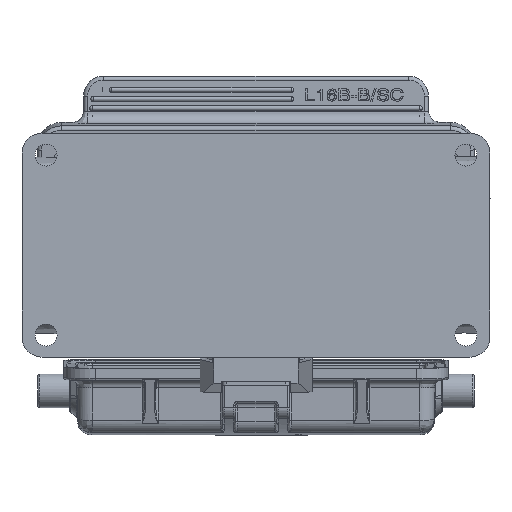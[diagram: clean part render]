
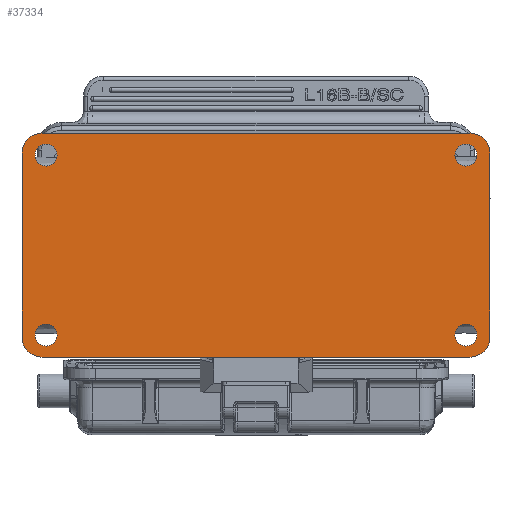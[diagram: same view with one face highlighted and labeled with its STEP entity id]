
A CAD part, front view. The second image highlights one B-rep face of the part: STEP entity #37334.
In plain terms, the highlighted planar face has unit normal (0, -1, 0).
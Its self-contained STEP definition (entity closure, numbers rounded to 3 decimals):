
#2361=DIRECTION('',(0.,0.,-1.));
#2362=VECTOR('',#2361,46.);
#2363=CARTESIAN_POINT('',(1.,0.,-5.));
#2364=LINE('',#2363,#2362);
#4322=DIRECTION('',(0.,0.,1.));
#4323=VECTOR('',#4322,46.);
#4324=CARTESIAN_POINT('',(118.,0.,-51.));
#4325=LINE('',#4324,#4323);
#4344=DIRECTION('',(-1.,0.,0.));
#4345=VECTOR('',#4344,107.);
#4346=CARTESIAN_POINT('',(113.,0.,0.));
#4347=LINE('',#4346,#4345);
#5323=CARTESIAN_POINT('',(113.,0.,-51.));
#5324=DIRECTION('',(0.,1.,0.));
#5325=DIRECTION('',(1.,0.,0.));
#5326=AXIS2_PLACEMENT_3D('',#5323,#5324,#5325);
#5328=DIRECTION('',(-1.,0.,0.));
#5329=VECTOR('',#5328,107.);
#5330=CARTESIAN_POINT('',(113.,0.,-56.));
#5331=LINE('',#5330,#5329);
#5332=CARTESIAN_POINT('',(6.,0.,-51.));
#5333=DIRECTION('',(0.,1.,0.));
#5334=DIRECTION('',(0.,0.,-1.));
#5335=AXIS2_PLACEMENT_3D('',#5332,#5333,#5334);
#5337=CARTESIAN_POINT('',(6.,0.,-5.));
#5338=DIRECTION('',(0.,1.,0.));
#5339=DIRECTION('',(-1.,0.,0.));
#5340=AXIS2_PLACEMENT_3D('',#5337,#5338,#5339);
#5342=CARTESIAN_POINT('',(113.,0.,-5.));
#5343=DIRECTION('',(0.,1.,0.));
#5344=DIRECTION('',(0.,0.,1.));
#5345=AXIS2_PLACEMENT_3D('',#5342,#5343,#5344);
#5347=CARTESIAN_POINT('',(7.,0.,-5.5));
#5348=DIRECTION('',(0.,-1.,0.));
#5349=DIRECTION('',(0.,0.,1.));
#5350=AXIS2_PLACEMENT_3D('',#5347,#5348,#5349);
#5352=CARTESIAN_POINT('',(7.,0.,-5.5));
#5353=DIRECTION('',(0.,-1.,0.));
#5354=DIRECTION('',(0.,0.,-1.));
#5355=AXIS2_PLACEMENT_3D('',#5352,#5353,#5354);
#5357=CARTESIAN_POINT('',(7.,0.,-50.5));
#5358=DIRECTION('',(0.,-1.,0.));
#5359=DIRECTION('',(0.,0.,1.));
#5360=AXIS2_PLACEMENT_3D('',#5357,#5358,#5359);
#5362=CARTESIAN_POINT('',(7.,0.,-50.5));
#5363=DIRECTION('',(0.,-1.,0.));
#5364=DIRECTION('',(0.,0.,-1.));
#5365=AXIS2_PLACEMENT_3D('',#5362,#5363,#5364);
#5367=CARTESIAN_POINT('',(112.,0.,-50.5));
#5368=DIRECTION('',(0.,-1.,0.));
#5369=DIRECTION('',(0.,0.,1.));
#5370=AXIS2_PLACEMENT_3D('',#5367,#5368,#5369);
#5372=CARTESIAN_POINT('',(112.,0.,-50.5));
#5373=DIRECTION('',(0.,-1.,0.));
#5374=DIRECTION('',(0.,0.,-1.));
#5375=AXIS2_PLACEMENT_3D('',#5372,#5373,#5374);
#5377=CARTESIAN_POINT('',(112.,0.,-5.5));
#5378=DIRECTION('',(0.,-1.,0.));
#5379=DIRECTION('',(0.,0.,1.));
#5380=AXIS2_PLACEMENT_3D('',#5377,#5378,#5379);
#5382=CARTESIAN_POINT('',(112.,0.,-5.5));
#5383=DIRECTION('',(0.,-1.,0.));
#5384=DIRECTION('',(0.,0.,-1.));
#5385=AXIS2_PLACEMENT_3D('',#5382,#5383,#5384);
#23347=CARTESIAN_POINT('',(1.,0.,-5.));
#23348=VERTEX_POINT('',#23347);
#23349=CARTESIAN_POINT('',(1.,0.,-51.));
#23350=VERTEX_POINT('',#23349);
#23625=CARTESIAN_POINT('',(118.,0.,-5.));
#23627=VERTEX_POINT('',#23625);
#23651=CARTESIAN_POINT('',(118.,0.,-51.));
#23652=VERTEX_POINT('',#23651);
#23653=CARTESIAN_POINT('',(113.,0.,0.));
#23655=VERTEX_POINT('',#23653);
#23659=CARTESIAN_POINT('',(6.,0.,0.));
#23660=VERTEX_POINT('',#23659);
#23766=CARTESIAN_POINT('',(6.,0.,-56.));
#23767=VERTEX_POINT('',#23766);
#23768=CARTESIAN_POINT('',(113.,0.,-56.));
#23769=VERTEX_POINT('',#23768);
#23770=CARTESIAN_POINT('',(7.,0.,-2.75));
#23771=CARTESIAN_POINT('',(7.,0.,-8.25));
#23772=VERTEX_POINT('',#23770);
#23773=VERTEX_POINT('',#23771);
#23774=CARTESIAN_POINT('',(7.,0.,-47.75));
#23775=CARTESIAN_POINT('',(7.,0.,-53.25));
#23776=VERTEX_POINT('',#23774);
#23777=VERTEX_POINT('',#23775);
#23778=CARTESIAN_POINT('',(112.,0.,-47.75));
#23779=CARTESIAN_POINT('',(112.,0.,-53.25));
#23780=VERTEX_POINT('',#23778);
#23781=VERTEX_POINT('',#23779);
#23782=CARTESIAN_POINT('',(112.,0.,-2.75));
#23783=CARTESIAN_POINT('',(112.,0.,-8.25));
#23784=VERTEX_POINT('',#23782);
#23785=VERTEX_POINT('',#23783);
#37294=CARTESIAN_POINT('',(59.5,0.,-28.));
#37295=DIRECTION('',(0.,1.,0.));
#37296=DIRECTION('',(0.,0.,1.));
#37297=AXIS2_PLACEMENT_3D('',#37294,#37295,#37296);
#37298=PLANE('',#37297);
#37299=ORIENTED_EDGE('',*,*,#34419,.F.);
#37300=ORIENTED_EDGE('',*,*,#37289,.T.);
#37301=ORIENTED_EDGE('',*,*,#37276,.T.);
#37302=ORIENTED_EDGE('',*,*,#37262,.T.);
#37303=ORIENTED_EDGE('',*,*,#30672,.F.);
#37305=ORIENTED_EDGE('',*,*,#37304,.T.);
#37306=ORIENTED_EDGE('',*,*,#34452,.F.);
#37307=ORIENTED_EDGE('',*,*,#34439,.T.);
#37308=EDGE_LOOP('',(#37299,#37300,#37301,#37302,#37303,#37305,#37306,#37307));
#37309=FACE_OUTER_BOUND('',#37308,.F.);
#37311=ORIENTED_EDGE('',*,*,#37310,.T.);
#37313=ORIENTED_EDGE('',*,*,#37312,.T.);
#37314=EDGE_LOOP('',(#37311,#37313));
#37315=FACE_BOUND('',#37314,.F.);
#37317=ORIENTED_EDGE('',*,*,#37316,.T.);
#37319=ORIENTED_EDGE('',*,*,#37318,.T.);
#37320=EDGE_LOOP('',(#37317,#37319));
#37321=FACE_BOUND('',#37320,.F.);
#37323=ORIENTED_EDGE('',*,*,#37322,.T.);
#37325=ORIENTED_EDGE('',*,*,#37324,.T.);
#37326=EDGE_LOOP('',(#37323,#37325));
#37327=FACE_BOUND('',#37326,.F.);
#37329=ORIENTED_EDGE('',*,*,#37328,.T.);
#37331=ORIENTED_EDGE('',*,*,#37330,.T.);
#37332=EDGE_LOOP('',(#37329,#37331));
#37333=FACE_BOUND('',#37332,.F.);
#5327=CIRCLE('',#5326,5.);
#5336=CIRCLE('',#5335,5.);
#5341=CIRCLE('',#5340,5.);
#5346=CIRCLE('',#5345,5.);
#5351=CIRCLE('',#5350,2.75);
#5356=CIRCLE('',#5355,2.75);
#5361=CIRCLE('',#5360,2.75);
#5366=CIRCLE('',#5365,2.75);
#5371=CIRCLE('',#5370,2.75);
#5376=CIRCLE('',#5375,2.75);
#5381=CIRCLE('',#5380,2.75);
#5386=CIRCLE('',#5385,2.75);
#30672=EDGE_CURVE('',#23348,#23350,#2364,.T.);
#34419=EDGE_CURVE('',#23652,#23627,#4325,.T.);
#34439=EDGE_CURVE('',#23655,#23627,#5346,.T.);
#34452=EDGE_CURVE('',#23655,#23660,#4347,.T.);
#37262=EDGE_CURVE('',#23767,#23350,#5336,.T.);
#37276=EDGE_CURVE('',#23769,#23767,#5331,.T.);
#37289=EDGE_CURVE('',#23652,#23769,#5327,.T.);
#37304=EDGE_CURVE('',#23348,#23660,#5341,.T.);
#37310=EDGE_CURVE('',#23772,#23773,#5351,.T.);
#37312=EDGE_CURVE('',#23773,#23772,#5356,.T.);
#37316=EDGE_CURVE('',#23776,#23777,#5361,.T.);
#37318=EDGE_CURVE('',#23777,#23776,#5366,.T.);
#37322=EDGE_CURVE('',#23780,#23781,#5371,.T.);
#37324=EDGE_CURVE('',#23781,#23780,#5376,.T.);
#37328=EDGE_CURVE('',#23784,#23785,#5381,.T.);
#37330=EDGE_CURVE('',#23785,#23784,#5386,.T.);
#37334=ADVANCED_FACE('',(#37309,#37315,#37321,#37327,#37333),#37298,.F.);
